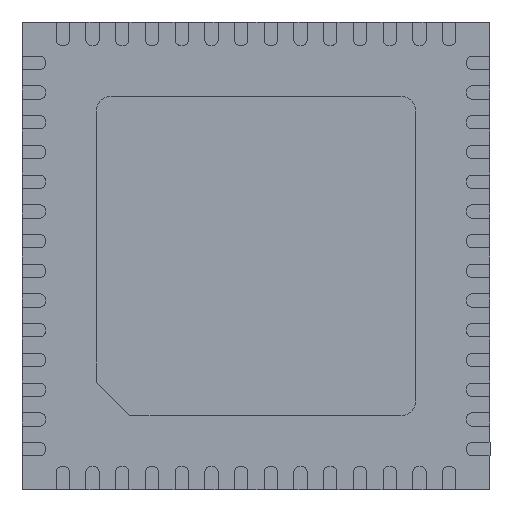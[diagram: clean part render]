
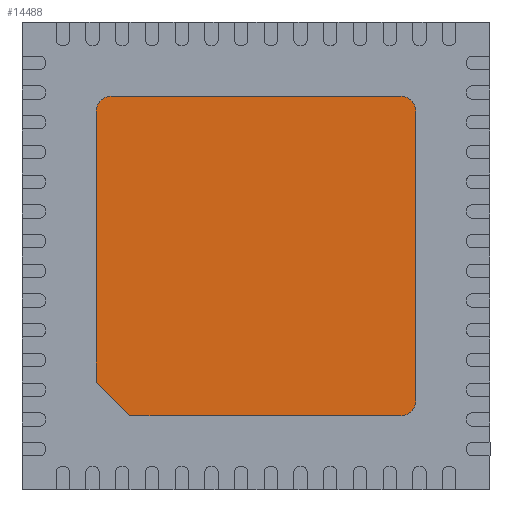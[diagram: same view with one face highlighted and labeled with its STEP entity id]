
A CAD part, front view. The second image highlights one B-rep face of the part: STEP entity #14488.
In plain terms, the highlighted planar face has unit normal (0, -1, 0).
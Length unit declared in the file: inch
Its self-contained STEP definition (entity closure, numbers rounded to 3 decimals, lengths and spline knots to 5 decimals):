
#8310 = DIRECTION ( 'NONE',  ( 1., 0., 0. ) ) ;
#8311 = VECTOR ( 'NONE', #8310, 39.37008 ) ;
#8312 = CARTESIAN_POINT ( 'NONE',  ( 0.07265, -0.0005, -0.265 ) ) ;
#8313 = LINE ( 'NONE', #8312, #8311 ) ;
#8315 = CARTESIAN_POINT ( 'NONE',  ( 0.255, -0.0005, -0.265 ) ) ;
#8324 = CARTESIAN_POINT ( 'NONE',  ( 0.05, -0.0005, -0.24235 ) ) ;
#8325 = DIRECTION ( 'NONE',  ( 0.707, 0., -0.707 ) ) ;
#8326 = VECTOR ( 'NONE', #8325, 39.37008 ) ;
#8327 = CARTESIAN_POINT ( 'NONE',  ( 0.05, -0.0005, -0.24235 ) ) ;
#8328 = LINE ( 'NONE', #8327, #8326 ) ;
#8329 = CARTESIAN_POINT ( 'NONE',  ( 0.07265, -0.0005, -0.265 ) ) ;
#8334 = DIRECTION ( 'NONE',  ( 0., 0., -1. ) ) ;
#8335 = DIRECTION ( 'NONE',  ( 0., -1., 0. ) ) ;
#8336 = CARTESIAN_POINT ( 'NONE',  ( 0.255, -0.0005, -0.255 ) ) ;
#8337 = AXIS2_PLACEMENT_3D ( 'NONE', #8336, #8335, #8334 ) ;
#8338 = CIRCLE ( 'NONE', #8337, 0.01 ) ;
#8339 = CARTESIAN_POINT ( 'NONE',  ( 0.265, -0.0005, -0.255 ) ) ;
#8475 = DIRECTION ( 'NONE',  ( 0., 0., -1. ) ) ;
#8476 = DIRECTION ( 'NONE',  ( 0., -1., 0. ) ) ;
#8477 = CARTESIAN_POINT ( 'NONE',  ( 0.06, -0.0005, -0.06 ) ) ;
#8478 = AXIS2_PLACEMENT_3D ( 'NONE', #8477, #8476, #8475 ) ;
#8479 = CIRCLE ( 'NONE', #8478, 0.01 ) ;
#8481 = CARTESIAN_POINT ( 'NONE',  ( 0.05, -0.0005, -0.06 ) ) ;
#8501 = DIRECTION ( 'NONE',  ( 0., 0., -1. ) ) ;
#8502 = DIRECTION ( 'NONE',  ( 0., -1., 0. ) ) ;
#8503 = CARTESIAN_POINT ( 'NONE',  ( 0.255, -0.0005, -0.06 ) ) ;
#8504 = AXIS2_PLACEMENT_3D ( 'NONE', #8503, #8502, #8501 ) ;
#8505 = CIRCLE ( 'NONE', #8504, 0.01 ) ;
#8507 = CARTESIAN_POINT ( 'NONE',  ( 0.255, -0.0005, -0.05 ) ) ;
#8527 = DIRECTION ( 'NONE',  ( -1., 0., 0. ) ) ;
#8528 = VECTOR ( 'NONE', #8527, 39.37008 ) ;
#8529 = CARTESIAN_POINT ( 'NONE',  ( 0.06, -0.0005, -0.05 ) ) ;
#8530 = LINE ( 'NONE', #8529, #8528 ) ;
#8532 = CARTESIAN_POINT ( 'NONE',  ( 0.06, -0.0005, -0.05 ) ) ;
#8554 = DIRECTION ( 'NONE',  ( 0., 0., 1. ) ) ;
#8555 = VECTOR ( 'NONE', #8554, 39.37008 ) ;
#8556 = CARTESIAN_POINT ( 'NONE',  ( 0.265, -0.0005, -0.255 ) ) ;
#8557 = LINE ( 'NONE', #8556, #8555 ) ;
#8559 = CARTESIAN_POINT ( 'NONE',  ( 0.265, -0.0005, -0.06 ) ) ;
#8644 = FACE_OUTER_BOUND ( 'NONE', #14489, .T. ) ;
#8645 = DIRECTION ( 'NONE',  ( 0., 0., -1. ) ) ;
#8646 = VECTOR ( 'NONE', #8645, 39.37008 ) ;
#8647 = CARTESIAN_POINT ( 'NONE',  ( 0.05, -0.0005, -0.24235 ) ) ;
#8649 = LINE ( 'NONE', #8647, #8646 ) ;
#8680 = DIRECTION ( 'NONE',  ( 0., 0., -1. ) ) ;
#8681 = DIRECTION ( 'NONE',  ( 0., -1., 0. ) ) ;
#8682 = CARTESIAN_POINT ( 'NONE',  ( 0.255, -0.0005, -0.255 ) ) ;
#8683 = AXIS2_PLACEMENT_3D ( 'NONE', #8682, #8681, #8680 ) ;
#8685 = PLANE ( 'NONE',  #8683 ) ;
#14380 = VERTEX_POINT ( 'NONE', #8315 ) ;
#14382 = EDGE_CURVE ( 'NONE', #14396, #14380, #8313, .T. ) ;
#14389 = VERTEX_POINT ( 'NONE', #8339 ) ;
#14391 = EDGE_CURVE ( 'NONE', #14380, #14389, #8338, .T. ) ;
#14396 = VERTEX_POINT ( 'NONE', #8329 ) ;
#14398 = EDGE_CURVE ( 'NONE', #14399, #14396, #8328, .T. ) ;
#14399 = VERTEX_POINT ( 'NONE', #8324 ) ;
#14415 = ORIENTED_EDGE ( 'NONE', *, *, #14450, .T. ) ;
#14416 = ORIENTED_EDGE ( 'NONE', *, *, #14433, .T. ) ;
#14423 = VERTEX_POINT ( 'NONE', #8481 ) ;
#14425 = EDGE_CURVE ( 'NONE', #14440, #14423, #8479, .T. ) ;
#14431 = VERTEX_POINT ( 'NONE', #8507 ) ;
#14433 = EDGE_CURVE ( 'NONE', #14448, #14431, #8505, .T. ) ;
#14440 = VERTEX_POINT ( 'NONE', #8532 ) ;
#14442 = EDGE_CURVE ( 'NONE', #14431, #14440, #8530, .T. ) ;
#14448 = VERTEX_POINT ( 'NONE', #8559 ) ;
#14450 = EDGE_CURVE ( 'NONE', #14389, #14448, #8557, .T. ) ;
#14470 = ORIENTED_EDGE ( 'NONE', *, *, #14442, .T. ) ;
#14471 = ORIENTED_EDGE ( 'NONE', *, *, #14425, .T. ) ;
#14472 = ORIENTED_EDGE ( 'NONE', *, *, #14486, .T. ) ;
#14486 = EDGE_CURVE ( 'NONE', #14423, #14399, #8649, .T. ) ;
#14488 = ADVANCED_FACE ( 'NONE', ( #8644 ), #8685, .T. ) ;
#14489 = EDGE_LOOP ( 'NONE', ( #14490, #14491, #14492, #14415, #14416, #14470, #14471, #14472 ) ) ;
#14490 = ORIENTED_EDGE ( 'NONE', *, *, #14398, .T. ) ;
#14491 = ORIENTED_EDGE ( 'NONE', *, *, #14382, .T. ) ;
#14492 = ORIENTED_EDGE ( 'NONE', *, *, #14391, .T. ) ;
